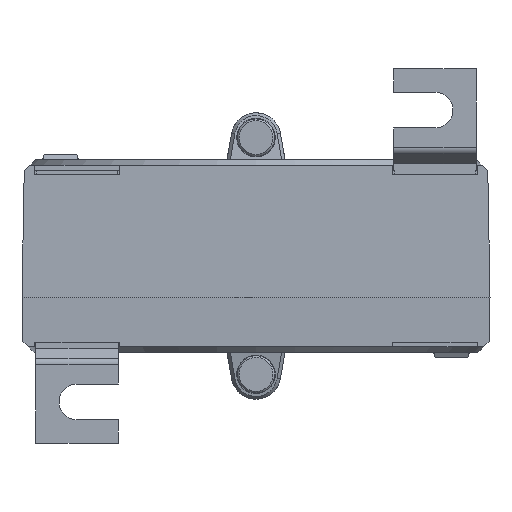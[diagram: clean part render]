
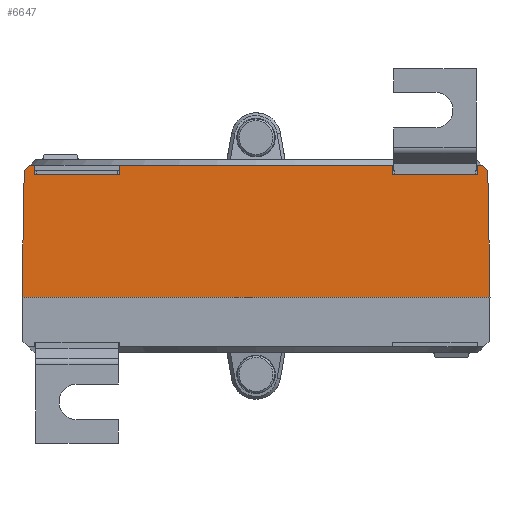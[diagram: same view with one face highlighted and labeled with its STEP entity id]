
A CAD part, front view. The second image highlights one B-rep face of the part: STEP entity #6647.
In plain terms, the highlighted planar face has unit normal (0, -1, 0.018).
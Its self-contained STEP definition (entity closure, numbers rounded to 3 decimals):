
#755 = LINE ( 'NONE', #1940, #771 ) ;
#771 = VECTOR ( 'NONE', #1941, 1000. ) ;
#818 = LINE ( 'NONE', #2064, #829 ) ;
#829 = VECTOR ( 'NONE', #2065, 1000. ) ;
#838 = LINE ( 'NONE', #2057, #841 ) ;
#841 = VECTOR ( 'NONE', #2070, 1000. ) ;
#845 = LINE ( 'NONE', #2073, #846 ) ;
#846 = VECTOR ( 'NONE', #2074, 1000. ) ;
#847 = LINE ( 'NONE', #2075, #848 ) ;
#848 = VECTOR ( 'NONE', #2076, 1000. ) ;
#849 = LINE ( 'NONE', #2077, #850 ) ;
#850 = VECTOR ( 'NONE', #2078, 1000. ) ;
#853 = LINE ( 'NONE', #2081, #854 ) ;
#854 = VECTOR ( 'NONE', #2082, 1000. ) ;
#1940 = CARTESIAN_POINT ( 'NONE',  ( 31.818, -42.675, 32.938 ) ) ;
#1941 = DIRECTION ( 'NONE',  ( -0.719, 0.012, 0.695 ) ) ;
#2057 = CARTESIAN_POINT ( 'NONE',  ( 42.487, -43.237, 0.741 ) ) ;
#2064 = CARTESIAN_POINT ( 'NONE',  ( 42.116, -42.831, 24. ) ) ;
#2065 = DIRECTION ( 'NONE',  ( 1., 0., 0. ) ) ;
#2070 = DIRECTION ( 'NONE',  ( 0.017, -0.017, -1. ) ) ;
#2073 = CARTESIAN_POINT ( 'NONE',  ( -42.487, -43.237, 0.754 ) ) ;
#2074 = DIRECTION ( 'NONE',  ( -0.017, -0.017, -1. ) ) ;
#2075 = CARTESIAN_POINT ( 'NONE',  ( 42.116, -42.831, 24. ) ) ;
#2076 = DIRECTION ( 'NONE',  ( 1., 0., 0. ) ) ;
#2077 = CARTESIAN_POINT ( 'NONE',  ( 42.116, -42.831, 24. ) ) ;
#2078 = DIRECTION ( 'NONE',  ( 1., 0., 0. ) ) ;
#2081 = CARTESIAN_POINT ( 'NONE',  ( -31.818, -42.675, 32.938 ) ) ;
#2082 = DIRECTION ( 'NONE',  ( -0.719, -0.012, -0.695 ) ) ;
#4228 = VERTEX_POINT ( 'NONE', #27466 ) ;
#4230 = VERTEX_POINT ( 'NONE', #27467 ) ;
#4275 = VERTEX_POINT ( 'NONE', #27485 ) ;
#4276 = VERTEX_POINT ( 'NONE', #27486 ) ;
#4536 = VERTEX_POINT ( 'NONE', #27616 ) ;
#4641 = VERTEX_POINT ( 'NONE', #27721 ) ;
#5889 = EDGE_LOOP ( 'NONE', ( #7644, #7645, #7646, #7647, #7648, #7649, #7650, #7651, #7652, #7653, #7654, #7655, #7656, #7657 ) ) ;
#6647 = ADVANCED_FACE ( 'NONE', ( #41335 ), #40782, .T. ) ;
#7644 = ORIENTED_EDGE ( 'NONE', *, *, #14733, .F. ) ;
#7645 = ORIENTED_EDGE ( 'NONE', *, *, #14685, .T. ) ;
#7646 = ORIENTED_EDGE ( 'NONE', *, *, #14737, .F. ) ;
#7647 = ORIENTED_EDGE ( 'NONE', *, *, #14029, .T. ) ;
#7648 = ORIENTED_EDGE ( 'NONE', *, *, #14012, .T. ) ;
#7649 = ORIENTED_EDGE ( 'NONE', *, *, #14039, .T. ) ;
#7650 = ORIENTED_EDGE ( 'NONE', *, *, #14736, .F. ) ;
#7651 = ORIENTED_EDGE ( 'NONE', *, *, #14053, .T. ) ;
#7652 = ORIENTED_EDGE ( 'NONE', *, *, #14022, .F. ) ;
#7653 = ORIENTED_EDGE ( 'NONE', *, *, #14057, .T. ) ;
#7654 = ORIENTED_EDGE ( 'NONE', *, *, #14731, .F. ) ;
#7655 = ORIENTED_EDGE ( 'NONE', *, *, #14739, .T. ) ;
#7656 = ORIENTED_EDGE ( 'NONE', *, *, #14735, .T. ) ;
#7657 = ORIENTED_EDGE ( 'NONE', *, *, #14173, .T. ) ;
#14012 = EDGE_CURVE ( 'NONE', #26588, #26555, #53832, .T. ) ;
#14022 = EDGE_CURVE ( 'NONE', #26560, #26562, #53855, .T. ) ;
#14029 = EDGE_CURVE ( 'NONE', #26569, #26588, #53862, .T. ) ;
#14039 = EDGE_CURVE ( 'NONE', #26555, #26528, #53882, .T. ) ;
#14053 = EDGE_CURVE ( 'NONE', #26547, #26562, #53917, .T. ) ;
#14057 = EDGE_CURVE ( 'NONE', #26560, #26792, #53912, .T. ) ;
#14173 = EDGE_CURVE ( 'NONE', #4641, #4536, #54098, .T. ) ;
#14685 = EDGE_CURVE ( 'NONE', #4275, #4276, #755, .T. ) ;
#14731 = EDGE_CURVE ( 'NONE', #4228, #26792, #818, .T. ) ;
#14733 = EDGE_CURVE ( 'NONE', #4275, #4536, #838, .T. ) ;
#14735 = EDGE_CURVE ( 'NONE', #4230, #4641, #845, .T. ) ;
#14736 = EDGE_CURVE ( 'NONE', #26547, #26528, #847, .T. ) ;
#14737 = EDGE_CURVE ( 'NONE', #26569, #4276, #849, .T. ) ;
#14739 = EDGE_CURVE ( 'NONE', #4228, #4230, #853, .T. ) ;
#17061 = CARTESIAN_POINT ( 'NONE',  ( 24.837, -42.831, 24. ) ) ;
#17094 = CARTESIAN_POINT ( 'NONE',  ( -24.837, -42.831, 24. ) ) ;
#17108 = CARTESIAN_POINT ( 'NONE',  ( 24.851, -42.861, 22.3 ) ) ;
#17116 = CARTESIAN_POINT ( 'NONE',  ( -40.149, -42.861, 22.3 ) ) ;
#17120 = CARTESIAN_POINT ( 'NONE',  ( -24.851, -42.861, 22.3 ) ) ;
#17132 = CARTESIAN_POINT ( 'NONE',  ( 40.163, -42.831, 24. ) ) ;
#17164 = CARTESIAN_POINT ( 'NONE',  ( 40.149, -42.861, 22.3 ) ) ;
#20479 = CARTESIAN_POINT ( 'NONE',  ( -40.163, -42.831, 24. ) ) ;
#26528 = VERTEX_POINT ( 'NONE', #17061 ) ;
#26547 = VERTEX_POINT ( 'NONE', #17094 ) ;
#26555 = VERTEX_POINT ( 'NONE', #17108 ) ;
#26560 = VERTEX_POINT ( 'NONE', #17116 ) ;
#26562 = VERTEX_POINT ( 'NONE', #17120 ) ;
#26569 = VERTEX_POINT ( 'NONE', #17132 ) ;
#26588 = VERTEX_POINT ( 'NONE', #17164 ) ;
#26792 = VERTEX_POINT ( 'NONE', #20479 ) ;
#27466 = CARTESIAN_POINT ( 'NONE',  ( -41.073, -42.831, 24. ) ) ;
#27467 = CARTESIAN_POINT ( 'NONE',  ( -42.098, -42.848, 23.01 ) ) ;
#27485 = CARTESIAN_POINT ( 'NONE',  ( 42.098, -42.848, 23.01 ) ) ;
#27486 = CARTESIAN_POINT ( 'NONE',  ( 41.073, -42.831, 24. ) ) ;
#27616 = CARTESIAN_POINT ( 'NONE',  ( 42.5, -43.25, 0. ) ) ;
#27721 = CARTESIAN_POINT ( 'NONE',  ( -42.5, -43.25, 0. ) ) ;
#38367 = AXIS2_PLACEMENT_3D ( 'NONE', #40774, #40794, #40795 ) ;
#40774 = CARTESIAN_POINT ( 'NONE',  ( 0., -43.25, 0. ) ) ;
#40782 = PLANE ( 'NONE',  #38367 ) ;
#40794 = DIRECTION ( 'NONE',  ( 0., -1., 0.017 ) ) ;
#40795 = DIRECTION ( 'NONE',  ( 0., -0.017, -1. ) ) ;
#41335 = FACE_OUTER_BOUND ( 'NONE', #5889, .T. ) ;
#53832 = LINE ( 'NONE', #55256, #53837 ) ;
#53837 = VECTOR ( 'NONE', #55261, 1000. ) ;
#53855 = LINE ( 'NONE', #55284, #53856 ) ;
#53856 = VECTOR ( 'NONE', #55285, 1000. ) ;
#53862 = LINE ( 'NONE', #55294, #53869 ) ;
#53869 = VECTOR ( 'NONE', #55299, 1000. ) ;
#53882 = LINE ( 'NONE', #55316, #53889 ) ;
#53889 = VECTOR ( 'NONE', #55319, 1000. ) ;
#53912 = LINE ( 'NONE', #55352, #53925 ) ;
#53917 = LINE ( 'NONE', #55346, #53918 ) ;
#53918 = VECTOR ( 'NONE', #55347, 1000. ) ;
#53925 = VECTOR ( 'NONE', #55356, 1000. ) ;
#54098 = LINE ( 'NONE', #55682, #54099 ) ;
#54099 = VECTOR ( 'NONE', #55683, 1000. ) ;
#55256 = CARTESIAN_POINT ( 'NONE',  ( 0., -42.861, 22.3 ) ) ;
#55261 = DIRECTION ( 'NONE',  ( -1., 0., 0. ) ) ;
#55284 = CARTESIAN_POINT ( 'NONE',  ( 0., -42.861, 22.3 ) ) ;
#55285 = DIRECTION ( 'NONE',  ( 1., 0., 0. ) ) ;
#55294 = CARTESIAN_POINT ( 'NONE',  ( 40.051, -43.057, 11.084 ) ) ;
#55299 = DIRECTION ( 'NONE',  ( -0.009, -0.017, -1. ) ) ;
#55316 = CARTESIAN_POINT ( 'NONE',  ( 24.949, -43.057, 11.084 ) ) ;
#55319 = DIRECTION ( 'NONE',  ( -0.009, 0.017, 1. ) ) ;
#55346 = CARTESIAN_POINT ( 'NONE',  ( -24.949, -43.057, 11.084 ) ) ;
#55347 = DIRECTION ( 'NONE',  ( -0.009, -0.017, -1. ) ) ;
#55352 = CARTESIAN_POINT ( 'NONE',  ( -40.051, -43.057, 11.084 ) ) ;
#55356 = DIRECTION ( 'NONE',  ( -0.009, 0.017, 1. ) ) ;
#55682 = CARTESIAN_POINT ( 'NONE',  ( 0., -43.25, 0. ) ) ;
#55683 = DIRECTION ( 'NONE',  ( 1., 0., 0. ) ) ;
